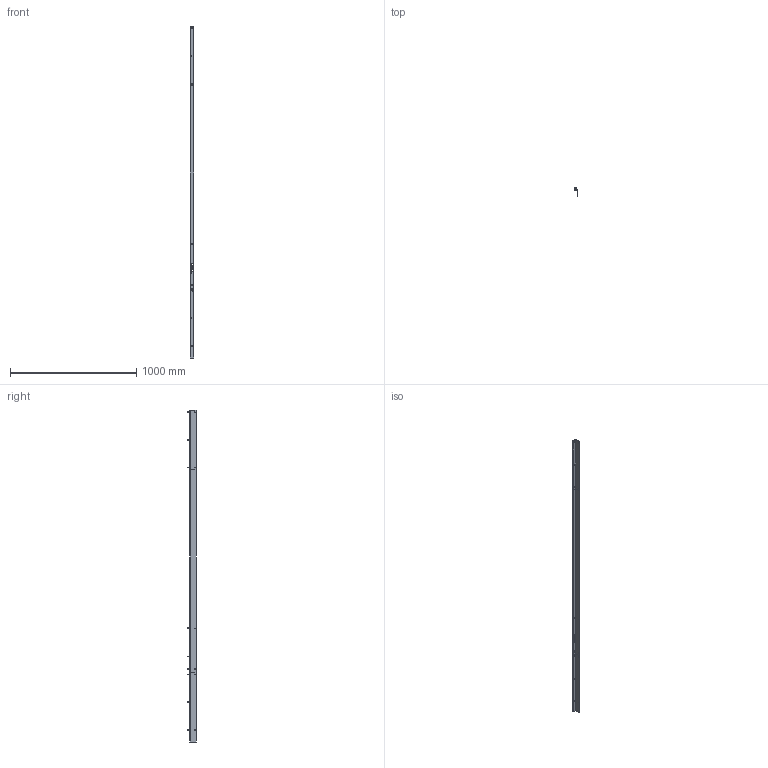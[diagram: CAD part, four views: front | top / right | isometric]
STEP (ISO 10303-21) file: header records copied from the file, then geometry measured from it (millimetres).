
FILE_DESCRIPTION(('CoCreate Modeling STEP Export'),'2;1');
FILE_NAME('TS5000L-ISM_L-E-ISM_L-R-ISM-20540-K-019.stp','2011-04-26T18:11:26',(''),(''),'CoCreate Modeling STEP processor for AP214 (Solid Model)','CoCreate Modeling 17.0B 09-Oct-2010 (C) Parametric Technology GmbH','');
FILE_SCHEMA(('AUTOMOTIVE_DESIGN { 1 0 10303 214 1 1 1 1 }'));
Length unit declared in the file: millimetre
Products named in the file (5): MONTAGEWINKEL_STANDARDGLEITSCHIENE_BG; 91420A328.1.1.1.1; MONTAGEWINKEL_STANDARDGLEITSCHIENE_BG.1; MONTAGEWINKEL_STANDARDGLEITSCHIENE_BG.2; TS5000L-ISM_L-E-ISM_L-R-ISM-20540-K-019
Assembly tree (12 placements, depth 2):
  TS5000L-ISM_L-E-ISM_L-R-ISM-20540-K-019
    91420A328.1.1.1.1  x9
    MONTAGEWINKEL_STANDARDGLEITSCHIENE_BG.2
    MONTAGEWINKEL_STANDARDGLEITSCHIENE_BG.1
    MONTAGEWINKEL_STANDARDGLEITSCHIENE_BG
Bounding box: 30 x 65 x 2634 mm (x, y, z)
Volume: 986302.6 mm3; surface area: 428742.7 mm2
Topology: 12 solids, 12 shells, 1824 faces, 4635 edges, 2835 vertices
Faces by surface type: cone 846, cylinder 792, plane 186
Entity records: 10219 total; most frequent: CARTESIAN_POINT 3939, ORIENTED_EDGE 1378, DIRECTION 1072, EDGE_CURVE 689, VERTEX_POINT 427, AXIS2_PLACEMENT_3D 382, EDGE_LOOP 310, VECTOR 308
